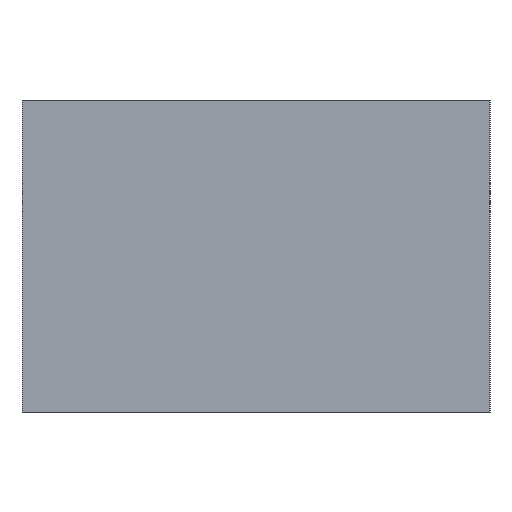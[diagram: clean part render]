
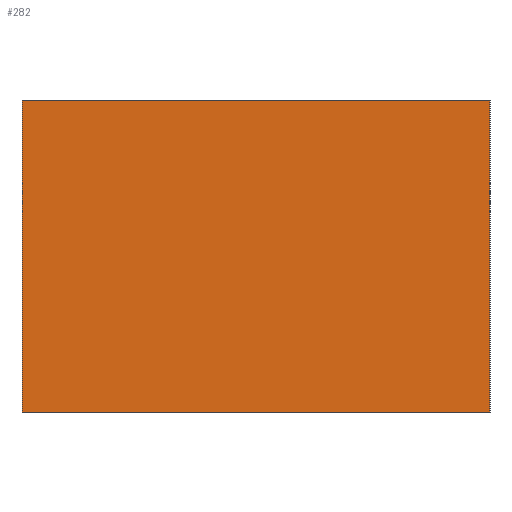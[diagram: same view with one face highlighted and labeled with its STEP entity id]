
A CAD part, left-side view. The second image highlights one B-rep face of the part: STEP entity #282.
In plain terms, the highlighted planar face has unit normal (-1, 0, 0).
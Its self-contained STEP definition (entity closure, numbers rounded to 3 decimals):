
#61=FACE_OUTER_BOUND('',#82,.T.);
#82=EDGE_LOOP('',(#232,#233,#234,#235));
#102=LINE('',#1098,#123);
#103=LINE('',#1100,#124);
#104=LINE('',#1102,#125);
#105=LINE('',#1103,#126);
#123=VECTOR('',#404,10.);
#124=VECTOR('',#405,10.);
#125=VECTOR('',#406,10.);
#126=VECTOR('',#407,10.);
#149=VERTEX_POINT('',#1096);
#150=VERTEX_POINT('',#1097);
#151=VERTEX_POINT('',#1099);
#152=VERTEX_POINT('',#1101);
#178=EDGE_CURVE('',#149,#150,#102,.T.);
#179=EDGE_CURVE('',#149,#151,#103,.T.);
#180=EDGE_CURVE('',#152,#151,#104,.T.);
#181=EDGE_CURVE('',#150,#152,#105,.T.);
#232=ORIENTED_EDGE('',*,*,#178,.F.);
#233=ORIENTED_EDGE('',*,*,#179,.T.);
#234=ORIENTED_EDGE('',*,*,#180,.F.);
#235=ORIENTED_EDGE('',*,*,#181,.F.);
#264=PLANE('',#337);
#282=ADVANCED_FACE('',(#61),#264,.T.);
#337=AXIS2_PLACEMENT_3D('',#1095,#402,#403);
#402=DIRECTION('center_axis',(-1.,0.,0.));
#403=DIRECTION('ref_axis',(0.,-1.,0.));
#404=DIRECTION('',(0.,1.,0.));
#405=DIRECTION('',(0.,0.,1.));
#406=DIRECTION('',(0.,-1.,0.));
#407=DIRECTION('',(0.,0.,1.));
#1095=CARTESIAN_POINT('Origin',(-40.,50.,0.));
#1096=CARTESIAN_POINT('',(-40.,-10.,0.));
#1097=CARTESIAN_POINT('',(-40.,50.,0.));
#1098=CARTESIAN_POINT('',(-40.,-10.,0.));
#1099=CARTESIAN_POINT('',(-40.,-10.,40.));
#1100=CARTESIAN_POINT('',(-40.,-10.,0.));
#1101=CARTESIAN_POINT('',(-40.,50.,40.));
#1102=CARTESIAN_POINT('',(-40.,-10.,40.));
#1103=CARTESIAN_POINT('',(-40.,50.,0.));
